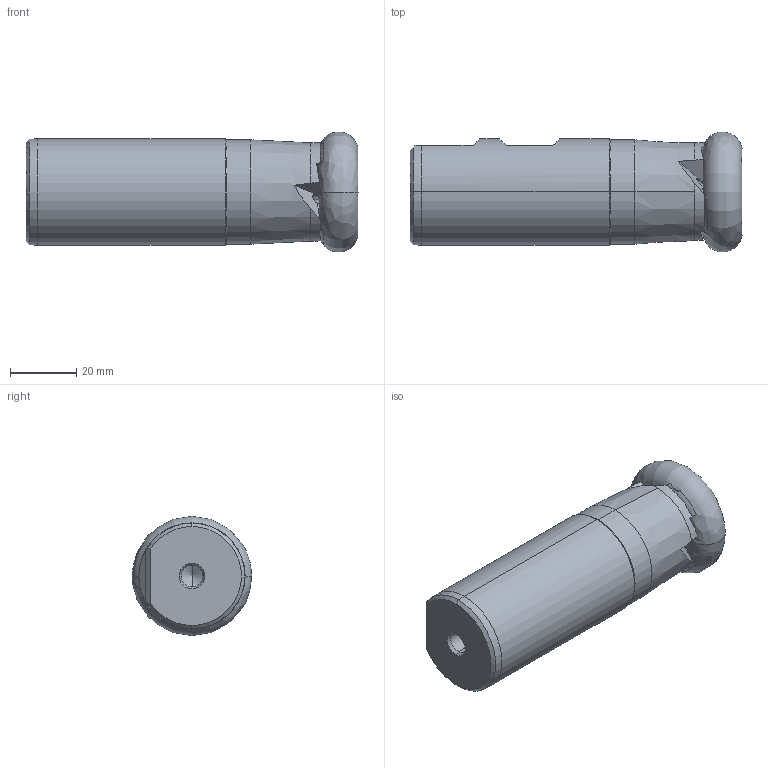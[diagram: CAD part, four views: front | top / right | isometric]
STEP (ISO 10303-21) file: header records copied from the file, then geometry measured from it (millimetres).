
FILE_DESCRIPTION (( 'STEP AP214' ), '1' );
FILE_NAME ('00RN_36_124_32_3.STEP', '2016-09-05T07:33:35', ( '' ), ( '' ), 'SwSTEP 2.0', 'SolidWorks 2016', '' );
FILE_SCHEMA (( 'AUTOMOTIVE_DESIGN' ));
Length unit declared in the file: millimetre
Products named in the file (1): 00RN_36_124_32_3
Bounding box: 99.97 x 35.93 x 35.93 mm (x, y, z)
Volume: 74459.6 mm3; surface area: 14534.1 mm2
Topology: 1 solids, 1 shells, 93 faces, 288 edges, 185 vertices
Faces by surface type: plane 41, cylinder 30, cone 14, bspline 5, torus 3
Entity records: 6004 total; most frequent: CARTESIAN_POINT 3559, ORIENTED_EDGE 572, DIRECTION 411, EDGE_CURVE 286, VERTEX_POINT 185, AXIS2_PLACEMENT_3D 162, B_SPLINE_CURVE_WITH_KNOTS 96, EDGE_LOOP 95
